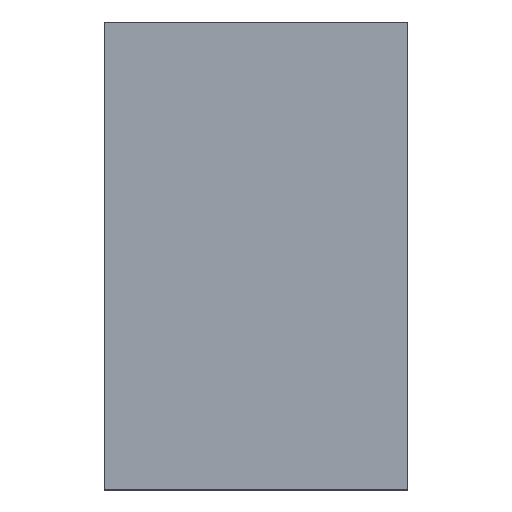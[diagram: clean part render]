
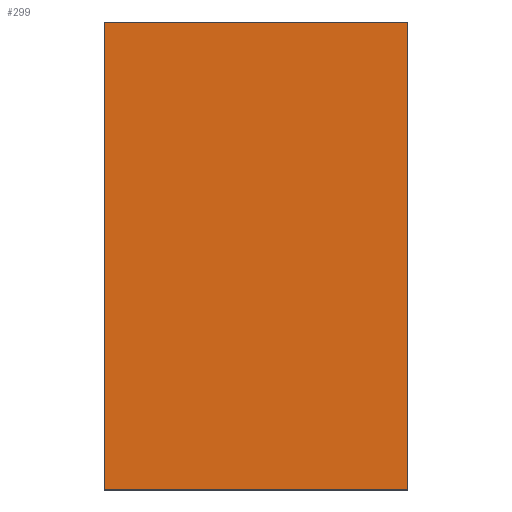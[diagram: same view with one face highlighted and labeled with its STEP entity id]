
A CAD part, top view. The second image highlights one B-rep face of the part: STEP entity #299.
In plain terms, the highlighted planar face has unit normal (0, 0, 1).
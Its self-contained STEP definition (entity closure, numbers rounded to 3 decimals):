
#2 = ORIENTED_EDGE ( 'NONE', *, *, #285, .T. ) ;
#6 = DIRECTION ( 'NONE',  ( 0., 0., -1. ) ) ;
#22 = FACE_OUTER_BOUND ( 'NONE', #183, .T. ) ;
#30 = EDGE_CURVE ( 'NONE', #290, #168, #85, .T. ) ;
#60 = ORIENTED_EDGE ( 'NONE', *, *, #188, .T. ) ;
#66 = VECTOR ( 'NONE', #208, 1000. ) ;
#67 = CARTESIAN_POINT ( 'NONE',  ( -14.9, 23., 5.4 ) ) ;
#72 = DIRECTION ( 'NONE',  ( -1., 0., 0. ) ) ;
#78 = DIRECTION ( 'NONE',  ( 0., 1., 0. ) ) ;
#79 = VECTOR ( 'NONE', #91, 1000. ) ;
#82 = VERTEX_POINT ( 'NONE', #67 ) ;
#84 = VECTOR ( 'NONE', #72, 1000. ) ;
#85 = LINE ( 'NONE', #240, #212 ) ;
#91 = DIRECTION ( 'NONE',  ( 0., -1., 0. ) ) ;
#116 = AXIS2_PLACEMENT_3D ( 'NONE', #173, #6, #198 ) ;
#130 = ORIENTED_EDGE ( 'NONE', *, *, #30, .T. ) ;
#163 = CARTESIAN_POINT ( 'NONE',  ( 14.9, 23., 5.4 ) ) ;
#168 = VERTEX_POINT ( 'NONE', #163 ) ;
#173 = CARTESIAN_POINT ( 'NONE',  ( 0., 0., 5.4 ) ) ;
#183 = EDGE_LOOP ( 'NONE', ( #249, #60, #130, #2 ) ) ;
#188 = EDGE_CURVE ( 'NONE', #273, #290, #321, .T. ) ;
#196 = LINE ( 'NONE', #250, #79 ) ;
#198 = DIRECTION ( 'NONE',  ( -1., 0., 0. ) ) ;
#201 = CARTESIAN_POINT ( 'NONE',  ( -14.9, 23., 5.4 ) ) ;
#208 = DIRECTION ( 'NONE',  ( 1., 0., 0. ) ) ;
#212 = VECTOR ( 'NONE', #78, 1000. ) ;
#223 = LINE ( 'NONE', #201, #84 ) ;
#230 = PLANE ( 'NONE',  #116 ) ;
#231 = CARTESIAN_POINT ( 'NONE',  ( -14.9, -23., 5.4 ) ) ;
#233 = CARTESIAN_POINT ( 'NONE',  ( -14.9, -23., 5.4 ) ) ;
#240 = CARTESIAN_POINT ( 'NONE',  ( 14.9, -23., 5.4 ) ) ;
#249 = ORIENTED_EDGE ( 'NONE', *, *, #300, .T. ) ;
#250 = CARTESIAN_POINT ( 'NONE',  ( -14.9, -23., 5.4 ) ) ;
#252 = CARTESIAN_POINT ( 'NONE',  ( 14.9, -23., 5.4 ) ) ;
#273 = VERTEX_POINT ( 'NONE', #231 ) ;
#285 = EDGE_CURVE ( 'NONE', #168, #82, #223, .T. ) ;
#290 = VERTEX_POINT ( 'NONE', #252 ) ;
#299 = ADVANCED_FACE ( 'NONE', ( #22 ), #230, .F. ) ;
#300 = EDGE_CURVE ( 'NONE', #82, #273, #196, .T. ) ;
#321 = LINE ( 'NONE', #233, #66 ) ;
